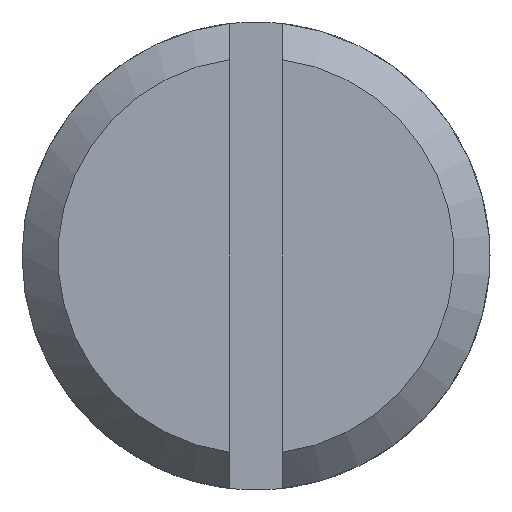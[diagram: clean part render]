
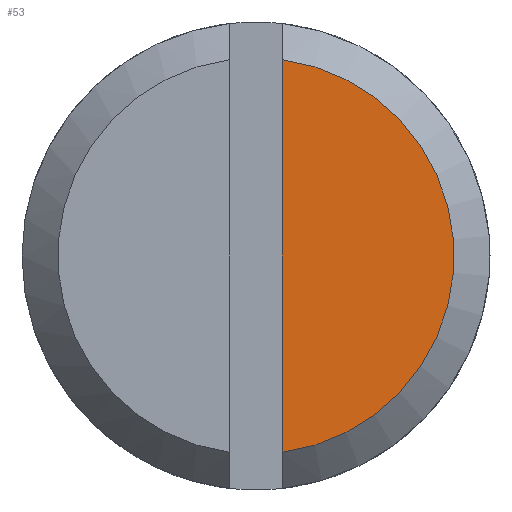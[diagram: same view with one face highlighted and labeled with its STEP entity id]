
A CAD part, left-side view. The second image highlights one B-rep face of the part: STEP entity #53.
In plain terms, the highlighted planar face has unit normal (-1, 0, 0).
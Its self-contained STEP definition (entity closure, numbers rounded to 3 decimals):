
#53 = ADVANCED_FACE( '', ( #108 ), #109, .F. );
#108 = FACE_OUTER_BOUND( '', #160, .T. );
#109 = PLANE( '', #161 );
#160 = EDGE_LOOP( '', ( #241, #242 ) );
#161 = AXIS2_PLACEMENT_3D( '', #243, #244, #245 );
#241 = ORIENTED_EDGE( '', *, *, #305, .F. );
#242 = ORIENTED_EDGE( '', *, *, #306, .F. );
#243 = CARTESIAN_POINT( '', ( 0., 0., 0. ) );
#244 = DIRECTION( '', ( 1., 0., 0. ) );
#245 = DIRECTION( '', ( 0., 1., 0. ) );
#305 = EDGE_CURVE( '', #356, #357, #358, .T. );
#306 = EDGE_CURVE( '', #357, #356, #359, .T. );
#356 = VERTEX_POINT( '', #422 );
#357 = VERTEX_POINT( '', #423 );
#358 = CIRCLE( '', #424, 6.773 );
#359 = LINE( '', #425, #426 );
#422 = CARTESIAN_POINT( '', ( 0., -0.9, 6.713 ) );
#423 = CARTESIAN_POINT( '', ( 0., -0.9, -6.713 ) );
#424 = AXIS2_PLACEMENT_3D( '', #476, #477, #478 );
#425 = CARTESIAN_POINT( '', ( 0., -0.9, -10.5 ) );
#426 = VECTOR( '', #479, 1000. );
#476 = CARTESIAN_POINT( '', ( 0., 0., 0. ) );
#477 = DIRECTION( '', ( 1., 0., 0. ) );
#478 = DIRECTION( '', ( 0., 1., 0. ) );
#479 = DIRECTION( '', ( 0., 0., 1. ) );
